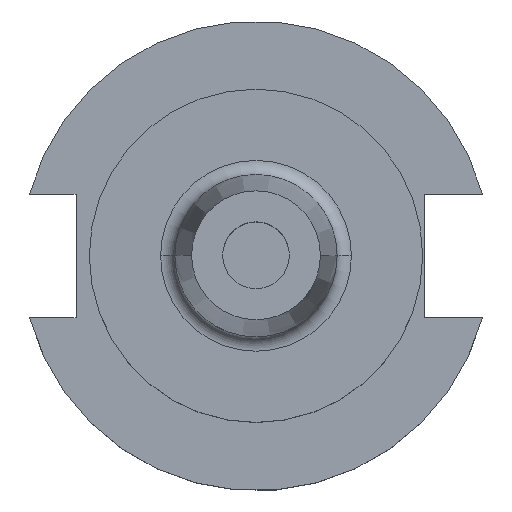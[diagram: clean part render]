
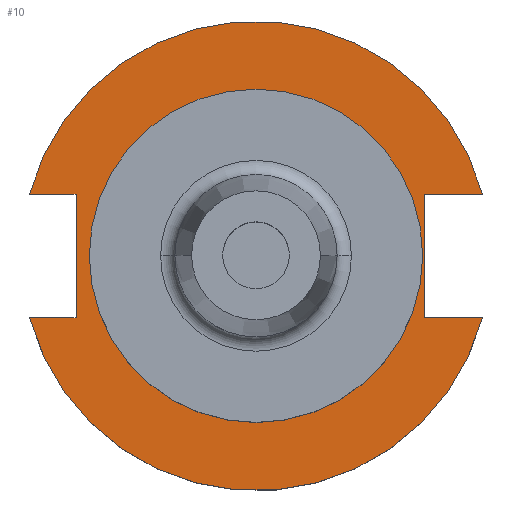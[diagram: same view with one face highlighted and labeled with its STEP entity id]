
A CAD part, top view. The second image highlights one B-rep face of the part: STEP entity #10.
In plain terms, the highlighted planar face has unit normal (0, 0, 1).
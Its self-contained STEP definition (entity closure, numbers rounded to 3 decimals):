
#10 = ADVANCED_FACE ( 'NONE', ( #35, #546 ), #448, .T. ) ;
#35 = FACE_BOUND ( 'NONE', #278, .T. ) ;
#38 = CARTESIAN_POINT ( 'NONE',  ( 0., 0., 19.05 ) ) ;
#43 = CARTESIAN_POINT ( 'NONE',  ( 47.477, 12.954, 19.05 ) ) ;
#52 = DIRECTION ( 'NONE',  ( 1., 0., 0. ) ) ;
#58 = DIRECTION ( 'NONE',  ( 0., 0., 1. ) ) ;
#65 = EDGE_CURVE ( 'NONE', #745, #1743, #1232, .T. ) ;
#101 = AXIS2_PLACEMENT_3D ( 'NONE', #293, #1244, #414 ) ;
#165 = EDGE_CURVE ( 'NONE', #1050, #843, #330, .T. ) ;
#187 = DIRECTION ( 'NONE',  ( 1., 0., 0. ) ) ;
#222 = DIRECTION ( 'NONE',  ( 0., 0., 1. ) ) ;
#269 = CARTESIAN_POINT ( 'NONE',  ( 34.925, 0., 19.05 ) ) ;
#273 = CARTESIAN_POINT ( 'NONE',  ( -47.477, -12.954, 19.05 ) ) ;
#278 = EDGE_LOOP ( 'NONE', ( #486, #609 ) ) ;
#287 = CARTESIAN_POINT ( 'NONE',  ( -63.719, 12.954, 19.05 ) ) ;
#293 = CARTESIAN_POINT ( 'NONE',  ( 0., 0., 19.05 ) ) ;
#305 = ORIENTED_EDGE ( 'NONE', *, *, #704, .F. ) ;
#330 = LINE ( 'NONE', #1621, #650 ) ;
#346 = DIRECTION ( 'NONE',  ( 1., 0., 0. ) ) ;
#414 = DIRECTION ( 'NONE',  ( 1., 0., 0. ) ) ;
#448 = PLANE ( 'NONE',  #1143 ) ;
#452 = VECTOR ( 'NONE', #1192, 1000. ) ;
#480 = CARTESIAN_POINT ( 'NONE',  ( -37.719, 12.954, 19.05 ) ) ;
#486 = ORIENTED_EDGE ( 'NONE', *, *, #1071, .F. ) ;
#499 = VECTOR ( 'NONE', #1306, 1000. ) ;
#546 = FACE_OUTER_BOUND ( 'NONE', #1196, .T. ) ;
#572 = EDGE_CURVE ( 'NONE', #577, #1637, #969, .T. ) ;
#573 = VECTOR ( 'NONE', #697, 1000. ) ;
#574 = CARTESIAN_POINT ( 'NONE',  ( -37.719, 12.954, 19.05 ) ) ;
#577 = VERTEX_POINT ( 'NONE', #1138 ) ;
#609 = ORIENTED_EDGE ( 'NONE', *, *, #572, .F. ) ;
#619 = CIRCLE ( 'NONE', #101, 49.212 ) ;
#633 = CARTESIAN_POINT ( 'NONE',  ( 35.306, -12.954, 19.05 ) ) ;
#644 = EDGE_CURVE ( 'NONE', #1037, #1604, #1035, .T. ) ;
#646 = EDGE_CURVE ( 'NONE', #745, #830, #619, .T. ) ;
#650 = VECTOR ( 'NONE', #673, 1000. ) ;
#656 = ORIENTED_EDGE ( 'NONE', *, *, #165, .F. ) ;
#673 = DIRECTION ( 'NONE',  ( 0., -1., 0. ) ) ;
#697 = DIRECTION ( 'NONE',  ( -1., 0., 0. ) ) ;
#704 = EDGE_CURVE ( 'NONE', #1384, #1050, #910, .T. ) ;
#708 = CARTESIAN_POINT ( 'NONE',  ( 35.306, 12.954, 19.05 ) ) ;
#709 = CARTESIAN_POINT ( 'NONE',  ( -63.719, -12.954, 19.05 ) ) ;
#745 = VERTEX_POINT ( 'NONE', #273 ) ;
#749 = CARTESIAN_POINT ( 'NONE',  ( 0., 49.212, 19.05 ) ) ;
#802 = CARTESIAN_POINT ( 'NONE',  ( -47.477, 12.954, 19.05 ) ) ;
#830 = VERTEX_POINT ( 'NONE', #1314 ) ;
#843 = VERTEX_POINT ( 'NONE', #633 ) ;
#845 = CARTESIAN_POINT ( 'NONE',  ( 35.306, 12.954, 19.05 ) ) ;
#874 = LINE ( 'NONE', #480, #499 ) ;
#881 = DIRECTION ( 'NONE',  ( 0., 0., 1. ) ) ;
#885 = CARTESIAN_POINT ( 'NONE',  ( 0., 0., 19.05 ) ) ;
#910 = LINE ( 'NONE', #845, #573 ) ;
#915 = ORIENTED_EDGE ( 'NONE', *, *, #1433, .T. ) ;
#969 = CIRCLE ( 'NONE', #1221, 34.925 ) ;
#970 = DIRECTION ( 'NONE',  ( -1., 0., 0. ) ) ;
#993 = DIRECTION ( 'NONE',  ( 0., 0., 1. ) ) ;
#1014 = DIRECTION ( 'NONE',  ( 1., 0., 0. ) ) ;
#1035 = LINE ( 'NONE', #287, #1748 ) ;
#1037 = VERTEX_POINT ( 'NONE', #574 ) ;
#1044 = CARTESIAN_POINT ( 'NONE',  ( 35.306, -12.954, 19.05 ) ) ;
#1050 = VERTEX_POINT ( 'NONE', #708 ) ;
#1054 = AXIS2_PLACEMENT_3D ( 'NONE', #1693, #881, #52 ) ;
#1071 = EDGE_CURVE ( 'NONE', #1637, #577, #1205, .T. ) ;
#1095 = CIRCLE ( 'NONE', #1054, 49.212 ) ;
#1138 = CARTESIAN_POINT ( 'NONE',  ( -34.925, 0., 19.05 ) ) ;
#1143 = AXIS2_PLACEMENT_3D ( 'NONE', #749, #222, #346 ) ;
#1167 = DIRECTION ( 'NONE',  ( 1., 0., 0. ) ) ;
#1179 = ORIENTED_EDGE ( 'NONE', *, *, #1288, .F. ) ;
#1192 = DIRECTION ( 'NONE',  ( 1., 0., 0. ) ) ;
#1196 = EDGE_LOOP ( 'NONE', ( #1493, #1462, #656, #305, #915, #1219, #1179, #1266 ) ) ;
#1205 = CIRCLE ( 'NONE', #1656, 34.925 ) ;
#1219 = ORIENTED_EDGE ( 'NONE', *, *, #644, .F. ) ;
#1221 = AXIS2_PLACEMENT_3D ( 'NONE', #885, #58, #1014 ) ;
#1232 = LINE ( 'NONE', #709, #452 ) ;
#1233 = LINE ( 'NONE', #1044, #1541 ) ;
#1244 = DIRECTION ( 'NONE',  ( 0., 0., 1. ) ) ;
#1246 = CARTESIAN_POINT ( 'NONE',  ( -37.719, -12.954, 19.05 ) ) ;
#1266 = ORIENTED_EDGE ( 'NONE', *, *, #65, .F. ) ;
#1288 = EDGE_CURVE ( 'NONE', #1743, #1037, #874, .T. ) ;
#1292 = EDGE_CURVE ( 'NONE', #843, #830, #1233, .T. ) ;
#1306 = DIRECTION ( 'NONE',  ( 0., 1., 0. ) ) ;
#1314 = CARTESIAN_POINT ( 'NONE',  ( 47.477, -12.954, 19.05 ) ) ;
#1384 = VERTEX_POINT ( 'NONE', #43 ) ;
#1433 = EDGE_CURVE ( 'NONE', #1384, #1604, #1095, .T. ) ;
#1462 = ORIENTED_EDGE ( 'NONE', *, *, #1292, .F. ) ;
#1493 = ORIENTED_EDGE ( 'NONE', *, *, #646, .T. ) ;
#1541 = VECTOR ( 'NONE', #1167, 1000. ) ;
#1604 = VERTEX_POINT ( 'NONE', #802 ) ;
#1621 = CARTESIAN_POINT ( 'NONE',  ( 35.306, 12.954, 19.05 ) ) ;
#1637 = VERTEX_POINT ( 'NONE', #269 ) ;
#1656 = AXIS2_PLACEMENT_3D ( 'NONE', #38, #993, #187 ) ;
#1693 = CARTESIAN_POINT ( 'NONE',  ( 0., 0., 19.05 ) ) ;
#1743 = VERTEX_POINT ( 'NONE', #1246 ) ;
#1748 = VECTOR ( 'NONE', #970, 1000. ) ;
